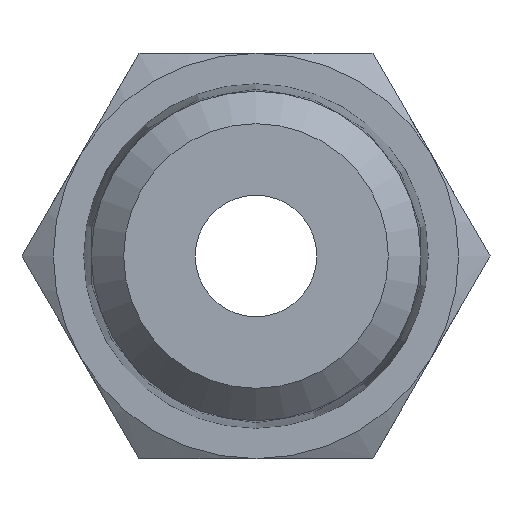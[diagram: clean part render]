
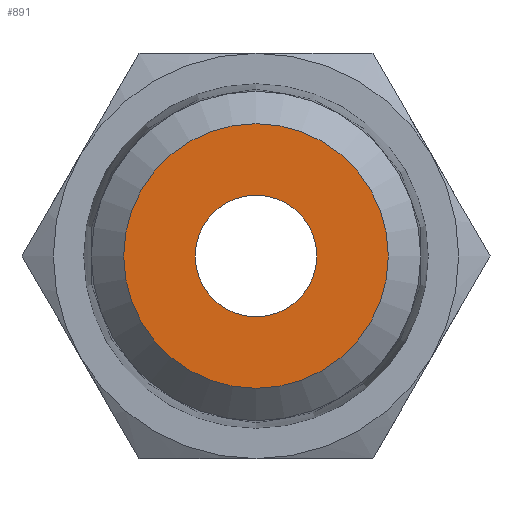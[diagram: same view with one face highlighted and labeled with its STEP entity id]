
A CAD part, front view. The second image highlights one B-rep face of the part: STEP entity #891.
In plain terms, the highlighted planar face has unit normal (0, -1, 0).
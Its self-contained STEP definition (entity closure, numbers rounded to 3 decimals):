
#177=ORIENTED_EDGE('',*,*,#316,.T.);
#178=ORIENTED_EDGE('',*,*,#317,.F.);
#316=EDGE_CURVE('',#383,#383,#406,.T.);
#317=EDGE_CURVE('',#384,#384,#407,.T.);
#383=VERTEX_POINT('',#1352);
#384=VERTEX_POINT('',#1354);
#406=CIRCLE('',#950,3.264);
#407=CIRCLE('',#951,1.5);
#446=EDGE_LOOP('',(#177));
#447=EDGE_LOOP('',(#178));
#508=FACE_BOUND('',#446,.T.);
#509=FACE_BOUND('',#447,.T.);
#561=PLANE('',#949);
#891=ADVANCED_FACE('',(#508,#509),#561,.T.);
#949=AXIS2_PLACEMENT_3D('',#1350,#1065,#1066);
#950=AXIS2_PLACEMENT_3D('',#1351,#1067,#1068);
#951=AXIS2_PLACEMENT_3D('',#1353,#1069,#1070);
#1065=DIRECTION('',(0.,-1.,0.));
#1066=DIRECTION('',(0.,0.,-1.));
#1067=DIRECTION('',(0.,-1.,0.));
#1068=DIRECTION('',(0.,0.,-1.));
#1069=DIRECTION('',(0.,-1.,0.));
#1070=DIRECTION('',(0.,0.,-1.));
#1350=CARTESIAN_POINT('',(0.,0.,0.));
#1351=CARTESIAN_POINT('',(0.,0.,0.));
#1352=CARTESIAN_POINT('',(0.,0.,-3.264));
#1353=CARTESIAN_POINT('',(0.,0.,0.));
#1354=CARTESIAN_POINT('',(0.,0.,-1.5));
